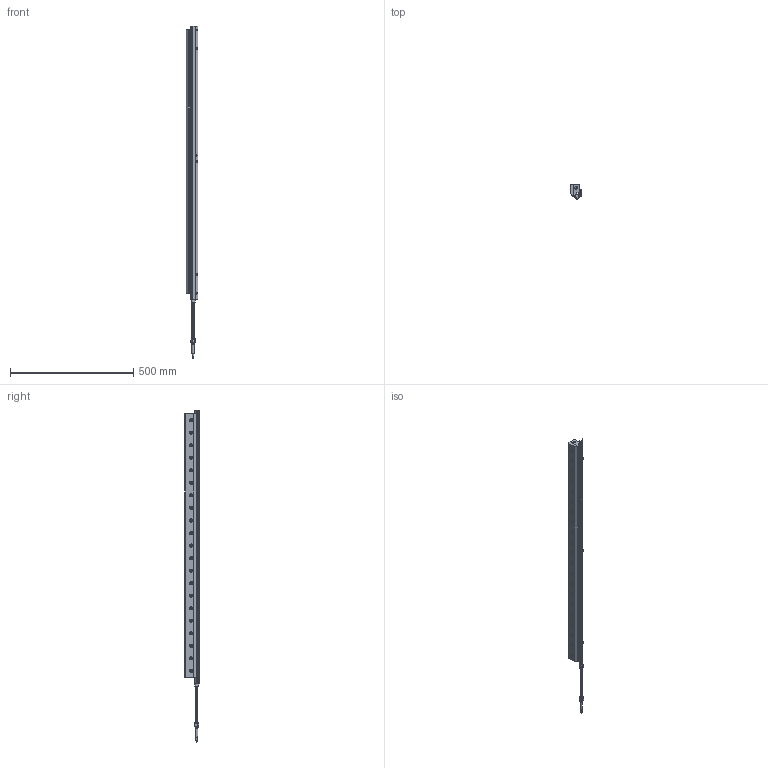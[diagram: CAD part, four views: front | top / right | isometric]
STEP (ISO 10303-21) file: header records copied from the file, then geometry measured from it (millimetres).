
FILE_DESCRIPTION(/* description */ (''),/* implementation_level */ '2;1');
FILE_NAME(/* name */ '112042-DIM.stp',/* time_stamp */ '2017-03-29T13:29:30-04:00',/* author */ ('ryan longshore'),/* organization */ (''),/* preprocessor_version */ 'ST-DEVELOPER v16.5',/* originating_system */ 'Autodesk Inventor 2017',/* authorisation */ '');
FILE_SCHEMA (('AUTOMOTIVE_DESIGN { 1 0 10303 214 3 1 1 }'));
Length unit declared in the file: inch
Products named in the file (26): 112042-DIM; 110042; 110554; 110553; 9654; ANSI B18.3 - 1/4 - 20 x 3/4; Unbrako - 1/4 x 3/4; 8042-DIM; 901833; 901574; 901437; 901592; 901565; 901515; 901587; 901724-DIM; 901806-DIM; 901622; 901576-DIM; 901576 without spring-DIM; 901577; 901770; 901625; 7525; Unbrako - 10 x 1/4; Unbrako - 1/4 x 1/2
Assembly tree (92 placements, depth 4):
  112042-DIM
    110042
      110554
      110553
      9654  x2
        ANSI B18.3 - 1/4 - 20 x 3/4
      Unbrako - 1/4 x 3/4  x19
    8042-DIM
      901833
      901574
      901437
      901592
      901565
      901515
      901587
      901724-DIM
      901576-DIM  x42
        901576 without spring-DIM
        901577
      901806-DIM
      901622
      901770
      901625  x2
    7525  x3
    Unbrako - 10 x 1/4  x3
    Unbrako - 1/4 x 1/2  x3
Bounding box: 46.9 x 57.63 x 1345.26 mm (x, y, z)
Volume: 1669674.8 mm3; surface area: 510443.6 mm2
Topology: 126 solids, 126 shells, 1832 faces, 3945 edges, 2502 vertices
Faces by surface type: plane 966, cylinder 608, cone 194, torus 56, bspline 8
Full cylindrical faces by diameter (mm): 0.508 x1, 0.635 x84, 1.984 x2, 2.54 x1, 2.667 x42, 2.845 x1, 3.454 x1, 3.485 x1, 3.937 x42, 4.089 x3, 4.826 x3, 4.978 x1, 5.055 x1, 5.159 x24, 5.715 x85, 6.35 x25, 6.604 x1, 6.731 x1, 6.747 x3, 7.144 x24, 8.128 x2, 8.89 x1, 9.144 x1, 9.169 x3, 9.423 x1, 9.525 x3, 10.414 x2, 11.1 x24, 11.112 x5, 12.446 x1
Entity records: 27590 total; most frequent: CARTESIAN_POINT 17967, DIRECTION 1998, ORIENTED_EDGE 1390, AXIS2_PLACEMENT_3D 862, EDGE_LOOP 747, EDGE_CURVE 695, VERTEX_POINT 556, FACE_OUTER_BOUND 401
